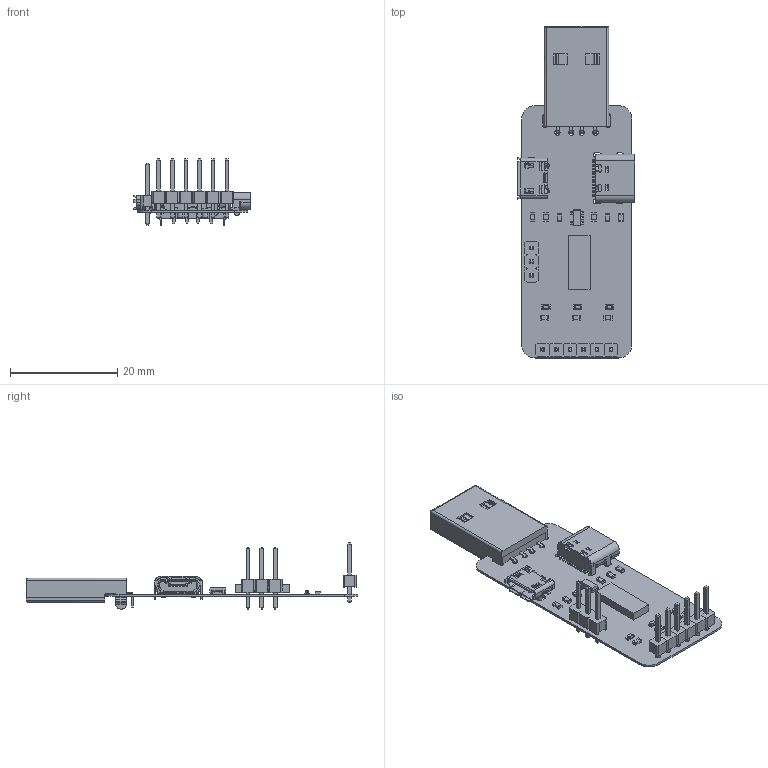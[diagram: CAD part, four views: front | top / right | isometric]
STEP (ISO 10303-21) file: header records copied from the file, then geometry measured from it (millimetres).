
FILE_DESCRIPTION(('Open CASCADE Model'),'2;1');
FILE_NAME('Open CASCADE Shape Model','2022-03-29T15:42:17',('Author'),( 'Open CASCADE'),'Open CASCADE STEP processor 6.8','Open CASCADE 6.8' ,'Unknown');
FILE_SCHEMA(('AUTOMOTIVE_DESIGN { 1 0 10303 214 1 1 1 1 }'));
Length unit declared in the file: millimetre
Products named in the file (46): PCB; Board; Open CASCADE STEP translator 6.8 2.1.1; USB3; a-usb_a-lp-c; USB2; micro_usb_connector; shield; socket_housing; socket_plate; terminal; USB1; TYPE-C-31-M-12--3DModel-STEP-56544; TYPE-C-31-M-12; U2; 6743306912; Extruded; U1; CircuitWorks-SOT-23-5; R4; SW3DPS-RESISTOR_0603-DEFAULT; R3; R2; L3; User_Library-LED_0603_R; User_Library-LED_0603_R_Pocket002; User_Library-LED_0603_R_Pad004; User_Library-LED_0603_R_Fillet; User_Library-LED_0603_R_Pocket001; User_Library-LED_0603_R_Pad; L2; L1; CN3; 71071829; CN2; 6x_Male_Pin_2.54_mm; 1_Male_Pin_2.54_mm; C6; C5; C4 ...
Assembly tree (64 placements, depth 4):
  PCB
    Board
      Open CASCADE STEP translator 6.8 2.1.1
    USB3
      a-usb_a-lp-c
    USB2
      micro_usb_connector
        shield
        socket_housing
        socket_plate
        terminal  x5
    USB1
      TYPE-C-31-M-12--3DModel-STEP-56544
        TYPE-C-31-M-12
    U2
      6743306912
        Extruded
    U1
      CircuitWorks-SOT-23-5
    R4
      SW3DPS-RESISTOR_0603-DEFAULT
    R3
      SW3DPS-RESISTOR_0603-DEFAULT
    R2
      SW3DPS-RESISTOR_0603-DEFAULT
    L3
      User_Library-LED_0603_R
        User_Library-LED_0603_R_Pocket002
        User_Library-LED_0603_R_Pad004
        User_Library-LED_0603_R_Fillet
        User_Library-LED_0603_R_Pocket001
        User_Library-LED_0603_R_Pad
    L2
      User_Library-LED_0603_R
        User_Library-LED_0603_R_Pocket002
        User_Library-LED_0603_R_Pad004
        User_Library-LED_0603_R_Fillet
        User_Library-LED_0603_R_Pocket001
        User_Library-LED_0603_R_Pad
    L1
      User_Library-LED_0603_R
        User_Library-LED_0603_R_Pocket002
        User_Library-LED_0603_R_Pad004
        User_Library-LED_0603_R_Fillet
        User_Library-LED_0603_R_Pocket001
        User_Library-LED_0603_R_Pad
    CN3
      71071829
      71071829
      71071829
      71071829
    CN2
      6x_Male_Pin_2.54_mm
        1_Male_Pin_2.54_mm  x6
    C6
      SW3DPS-RESISTOR_0603-DEFAULT
    C5
      SW3DPS-RESISTOR_0603-DEFAULT
    C4
      SW3DPS-RESISTOR_0603-DEFAULT
Bounding box: 21.93 x 61.82 x 12.36 mm (x, y, z)
Volume: 1357.3 mm3; surface area: 4717.4 mm2
Topology: 85 solids, 88 shells, 2554 faces, 6287 edges, 3946 vertices
Faces by surface type: plane 1939, cylinder 562, bspline 27, cone 20, torus 4, sphere 2
Full cylindrical faces by diameter (mm): 0.6 x6, 0.75 x2, 1 x4, 1.016 x9, 1.2 x2
Entity records: 66906 total; most frequent: CARTESIAN_POINT 11544, ORIENTED_EDGE 10212, DIRECTION 10124, EDGE_CURVE 5107, LINE 3982, VECTOR 3982, VERTEX_POINT 3218, AXIS2_PLACEMENT_3D 3071
